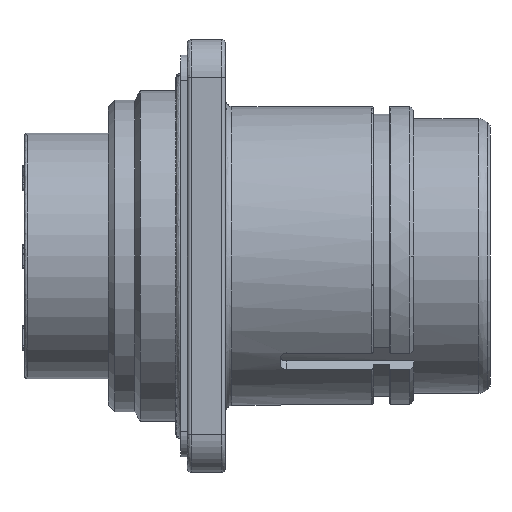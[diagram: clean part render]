
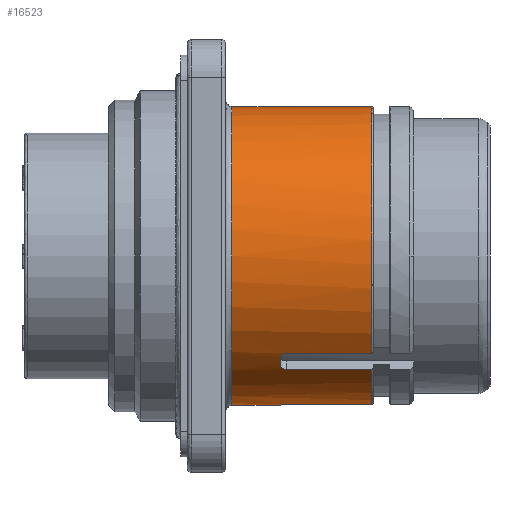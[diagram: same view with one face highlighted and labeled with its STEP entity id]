
A CAD part, front view. The second image highlights one B-rep face of the part: STEP entity #16523.
In plain terms, the highlighted cylindrical face has radius 11.75 mm (diameter 23.5 mm), a partial arc.
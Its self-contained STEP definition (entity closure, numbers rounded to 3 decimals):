
#1710 = CARTESIAN_POINT ( 'NONE',  ( -1.616, -9.462, 37.688 ) ) ;
#1733 = CARTESIAN_POINT ( 'NONE',  ( -2.116, -9.835, 38.022 ) ) ;
#1749 = CARTESIAN_POINT ( 'NONE',  ( -2.116, -10.401, 38.588 ) ) ;
#4023 = EDGE_LOOP ( 'NONE', ( #24172, #24642, #24200, #24231, #24037, #24002, #24777, #24027, #23975, #23955, #23953, #23871, #23913 ) ) ;
#8812 = EDGE_CURVE ( 'NONE', #11795, #11709, #21478, .T. ) ;
#8842 = EDGE_CURVE ( 'NONE', #11730, #12456, #21339, .T. ) ;
#9043 = DIRECTION ( 'NONE',  ( -1., 0., 0. ) ) ;
#9080 = CARTESIAN_POINT ( 'NONE',  ( 21.384, -1.814, 34.859 ) ) ;
#9081 = DIRECTION ( 'NONE',  ( -1., 0., 0. ) ) ;
#9329 = CARTESIAN_POINT ( 'NONE',  ( 21.384, -1.814, 58.359 ) ) ;
#10319 = AXIS2_PLACEMENT_3D ( 'NONE', #22597, #22595, #22594 ) ;
#10321 = AXIS2_PLACEMENT_3D ( 'NONE', #22564, #22561, #22559 ) ;
#10322 = AXIS2_PLACEMENT_3D ( 'NONE', #22524, #22523, #22522 ) ;
#10333 = AXIS2_PLACEMENT_3D ( 'NONE', #22350, #22349, #22347 ) ;
#10338 = AXIS2_PLACEMENT_3D ( 'NONE', #22251, #22248, #22247 ) ;
#10571 = AXIS2_PLACEMENT_3D ( 'NONE', #20162, #20132, #20131 ) ;
#11593 = B_SPLINE_CURVE_WITH_KNOTS ( 'NONE', 3,
 ( #22288, #22287, #22259, #22258, #22257, #22256 ),
 .UNSPECIFIED., .F., .F.,
 ( 4, 2, 4 ),
 ( 0., 0., 0.001 ),
 .UNSPECIFIED. ) ;
#11607 = B_SPLINE_CURVE_WITH_KNOTS ( 'NONE', 3,
 ( #22253, #22255, #22246, #22245, #22243, #22240 ),
 .UNSPECIFIED., .F., .F.,
 ( 4, 2, 4 ),
 ( 0., 0., 0.001 ),
 .UNSPECIFIED. ) ;
#11618 = B_SPLINE_CURVE_WITH_KNOTS ( 'NONE', 3,
 ( #22341, #22340, #22331, #22326, #22324, #22322 ),
 .UNSPECIFIED., .F., .F.,
 ( 4, 2, 4 ),
 ( 0., 0., 0.001 ),
 .UNSPECIFIED. ) ;
#11709 = VERTEX_POINT ( 'NONE', #14619 ) ;
#11730 = VERTEX_POINT ( 'NONE', #14344 ) ;
#11795 = VERTEX_POINT ( 'NONE', #14890 ) ;
#11800 = VERTEX_POINT ( 'NONE', #14329 ) ;
#12091 = VERTEX_POINT ( 'NONE', #17346 ) ;
#12115 = VERTEX_POINT ( 'NONE', #17317 ) ;
#12135 = VERTEX_POINT ( 'NONE', #17292 ) ;
#12141 = VERTEX_POINT ( 'NONE', #17285 ) ;
#12363 = VERTEX_POINT ( 'NONE', #17029 ) ;
#12456 = VERTEX_POINT ( 'NONE', #17095 ) ;
#12655 = VERTEX_POINT ( 'NONE', #1749 ) ;
#12671 = VERTEX_POINT ( 'NONE', #1733 ) ;
#12692 = VERTEX_POINT ( 'NONE', #1710 ) ;
#12903 = EDGE_CURVE ( 'NONE', #12115, #12141, #21200, .T. ) ;
#12908 = EDGE_CURVE ( 'NONE', #12091, #11730, #21190, .T. ) ;
#12912 = EDGE_CURVE ( 'NONE', #12456, #11709, #21179, .T. ) ;
#12946 = EDGE_CURVE ( 'NONE', #11795, #12135, #21094, .T. ) ;
#12950 = EDGE_CURVE ( 'NONE', #12135, #12363, #11618, .T. ) ;
#12953 = EDGE_CURVE ( 'NONE', #12363, #12115, #21099, .T. ) ;
#12954 = EDGE_CURVE ( 'NONE', #12141, #12692, #21068, .T. ) ;
#12959 = EDGE_CURVE ( 'NONE', #12692, #12671, #11593, .T. ) ;
#12960 = EDGE_CURVE ( 'NONE', #12655, #12671, #21070, .T. ) ;
#12961 = EDGE_CURVE ( 'NONE', #12655, #11800, #11607, .T. ) ;
#12962 = EDGE_CURVE ( 'NONE', #11800, #12091, #21053, .T. ) ;
#14329 = CARTESIAN_POINT ( 'NONE',  ( -1.616, -10.735, 38.961 ) ) ;
#14344 = CARTESIAN_POINT ( 'NONE',  ( 5.084, -1.814, 58.359 ) ) ;
#14619 = CARTESIAN_POINT ( 'NONE',  ( -5.916, -1.814, 34.859 ) ) ;
#14890 = CARTESIAN_POINT ( 'NONE',  ( -2.116, -1.814, 34.859 ) ) ;
#16523 = ADVANCED_FACE ( 'NONE', ( #18679 ), #18777, .T. ) ;
#17029 = CARTESIAN_POINT ( 'NONE',  ( -1.616, -3.214, 34.943 ) ) ;
#17095 = CARTESIAN_POINT ( 'NONE',  ( -5.916, -1.814, 58.359 ) ) ;
#17285 = CARTESIAN_POINT ( 'NONE',  ( 5.084, -9.462, 37.688 ) ) ;
#17292 = CARTESIAN_POINT ( 'NONE',  ( -2.116, -2.714, 34.893 ) ) ;
#17317 = CARTESIAN_POINT ( 'NONE',  ( 5.084, -3.214, 34.943 ) ) ;
#17346 = CARTESIAN_POINT ( 'NONE',  ( 5.084, -10.735, 38.961 ) ) ;
#18679 = FACE_OUTER_BOUND ( 'NONE', #4023, .T. ) ;
#18777 = CYLINDRICAL_SURFACE ( 'NONE', #10571, 11.75 ) ;
#20131 = DIRECTION ( 'NONE',  ( 0., 0., 1. ) ) ;
#20132 = DIRECTION ( 'NONE',  ( -1., 0., 0. ) ) ;
#20162 = CARTESIAN_POINT ( 'NONE',  ( 21.384, -1.814, 46.609 ) ) ;
#21051 = VECTOR ( 'NONE', #22238, 1000. ) ;
#21053 = LINE ( 'NONE', #22239, #21051 ) ;
#21065 = VECTOR ( 'NONE', #22309, 1000. ) ;
#21067 = VECTOR ( 'NONE', #22311, 1000. ) ;
#21068 = LINE ( 'NONE', #22310, #21065 ) ;
#21070 = CIRCLE ( 'NONE', #10338, 11.75 ) ;
#21094 = CIRCLE ( 'NONE', #10333, 11.75 ) ;
#21099 = LINE ( 'NONE', #22332, #21067 ) ;
#21179 = CIRCLE ( 'NONE', #10322, 11.75 ) ;
#21190 = CIRCLE ( 'NONE', #10321, 11.75 ) ;
#21200 = CIRCLE ( 'NONE', #10319, 11.75 ) ;
#21335 = VECTOR ( 'NONE', #9043, 1000. ) ;
#21339 = LINE ( 'NONE', #9329, #21335 ) ;
#21474 = VECTOR ( 'NONE', #9081, 1000. ) ;
#21478 = LINE ( 'NONE', #9080, #21474 ) ;
#22238 = DIRECTION ( 'NONE',  ( 1., 0., 0. ) ) ;
#22239 = CARTESIAN_POINT ( 'NONE',  ( -2.116, -10.735, 38.961 ) ) ;
#22240 = CARTESIAN_POINT ( 'NONE',  ( -1.616, -10.735, 38.961 ) ) ;
#22243 = CARTESIAN_POINT ( 'NONE',  ( -1.749, -10.735, 38.961 ) ) ;
#22245 = CARTESIAN_POINT ( 'NONE',  ( -1.878, -10.699, 38.92 ) ) ;
#22246 = CARTESIAN_POINT ( 'NONE',  ( -2.062, -10.577, 38.781 ) ) ;
#22247 = DIRECTION ( 'NONE',  ( 0., 0., 1. ) ) ;
#22248 = DIRECTION ( 'NONE',  ( 1., 0., 0. ) ) ;
#22251 = CARTESIAN_POINT ( 'NONE',  ( -2.116, -1.814, 46.609 ) ) ;
#22253 = CARTESIAN_POINT ( 'NONE',  ( -2.116, -10.401, 38.588 ) ) ;
#22255 = CARTESIAN_POINT ( 'NONE',  ( -2.116, -10.491, 38.685 ) ) ;
#22256 = CARTESIAN_POINT ( 'NONE',  ( -2.116, -9.835, 38.022 ) ) ;
#22257 = CARTESIAN_POINT ( 'NONE',  ( -2.116, -9.738, 37.932 ) ) ;
#22258 = CARTESIAN_POINT ( 'NONE',  ( -2.062, -9.642, 37.846 ) ) ;
#22259 = CARTESIAN_POINT ( 'NONE',  ( -1.878, -9.503, 37.724 ) ) ;
#22287 = CARTESIAN_POINT ( 'NONE',  ( -1.749, -9.462, 37.688 ) ) ;
#22288 = CARTESIAN_POINT ( 'NONE',  ( -1.616, -9.462, 37.688 ) ) ;
#22309 = DIRECTION ( 'NONE',  ( -1., 0., 0. ) ) ;
#22310 = CARTESIAN_POINT ( 'NONE',  ( -2.116, -9.462, 37.688 ) ) ;
#22311 = DIRECTION ( 'NONE',  ( 1., 0., 0. ) ) ;
#22322 = CARTESIAN_POINT ( 'NONE',  ( -1.616, -3.214, 34.943 ) ) ;
#22324 = CARTESIAN_POINT ( 'NONE',  ( -1.749, -3.214, 34.943 ) ) ;
#22326 = CARTESIAN_POINT ( 'NONE',  ( -1.878, -3.159, 34.936 ) ) ;
#22331 = CARTESIAN_POINT ( 'NONE',  ( -2.062, -2.975, 34.916 ) ) ;
#22332 = CARTESIAN_POINT ( 'NONE',  ( -2.116, -3.214, 34.943 ) ) ;
#22340 = CARTESIAN_POINT ( 'NONE',  ( -2.116, -2.846, 34.904 ) ) ;
#22341 = CARTESIAN_POINT ( 'NONE',  ( -2.116, -2.714, 34.893 ) ) ;
#22347 = DIRECTION ( 'NONE',  ( 0., 0., 1. ) ) ;
#22349 = DIRECTION ( 'NONE',  ( -1., 0., 0. ) ) ;
#22350 = CARTESIAN_POINT ( 'NONE',  ( -2.116, -1.814, 46.609 ) ) ;
#22522 = DIRECTION ( 'NONE',  ( 0., 0., 1. ) ) ;
#22523 = DIRECTION ( 'NONE',  ( 1., 0., 0. ) ) ;
#22524 = CARTESIAN_POINT ( 'NONE',  ( -5.916, -1.814, 46.609 ) ) ;
#22559 = DIRECTION ( 'NONE',  ( 0., 0., 1. ) ) ;
#22561 = DIRECTION ( 'NONE',  ( -1., 0., 0. ) ) ;
#22564 = CARTESIAN_POINT ( 'NONE',  ( 5.084, -1.814, 46.609 ) ) ;
#22594 = DIRECTION ( 'NONE',  ( 0., 0., 1. ) ) ;
#22595 = DIRECTION ( 'NONE',  ( -1., 0., 0. ) ) ;
#22597 = CARTESIAN_POINT ( 'NONE',  ( 5.084, -1.814, 46.609 ) ) ;
#23871 = ORIENTED_EDGE ( 'NONE', *, *, #8842, .T. ) ;
#23913 = ORIENTED_EDGE ( 'NONE', *, *, #12912, .T. ) ;
#23953 = ORIENTED_EDGE ( 'NONE', *, *, #12908, .T. ) ;
#23955 = ORIENTED_EDGE ( 'NONE', *, *, #12962, .T. ) ;
#23975 = ORIENTED_EDGE ( 'NONE', *, *, #12961, .T. ) ;
#24002 = ORIENTED_EDGE ( 'NONE', *, *, #12954, .T. ) ;
#24027 = ORIENTED_EDGE ( 'NONE', *, *, #12960, .F. ) ;
#24037 = ORIENTED_EDGE ( 'NONE', *, *, #12903, .T. ) ;
#24172 = ORIENTED_EDGE ( 'NONE', *, *, #8812, .F. ) ;
#24200 = ORIENTED_EDGE ( 'NONE', *, *, #12950, .T. ) ;
#24231 = ORIENTED_EDGE ( 'NONE', *, *, #12953, .T. ) ;
#24642 = ORIENTED_EDGE ( 'NONE', *, *, #12946, .T. ) ;
#24777 = ORIENTED_EDGE ( 'NONE', *, *, #12959, .T. ) ;
